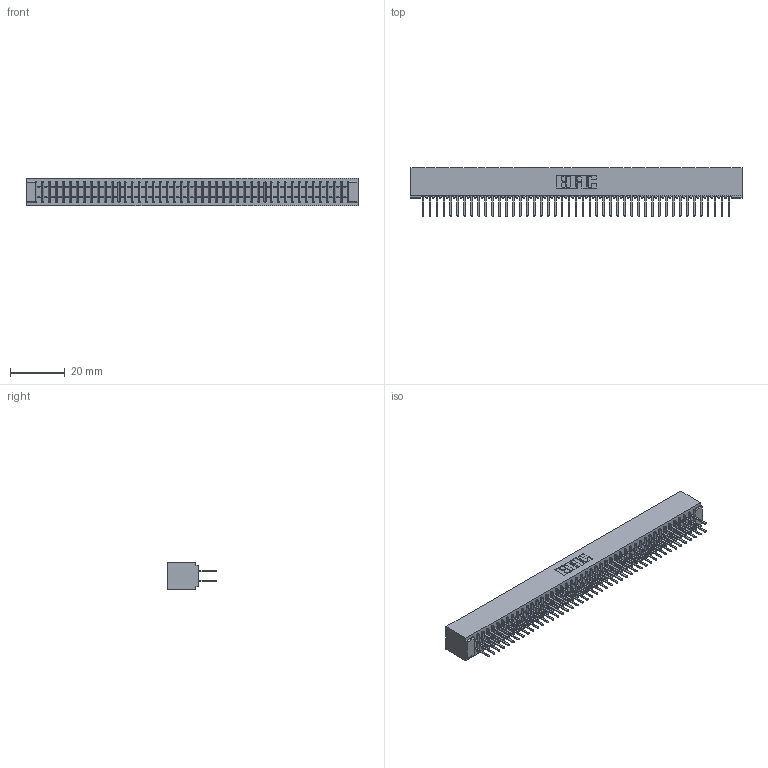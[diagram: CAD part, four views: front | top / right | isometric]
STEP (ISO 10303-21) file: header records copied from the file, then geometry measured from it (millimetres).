
FILE_DESCRIPTION (( 'STEP AP203' ), '1' );
FILE_NAME ('341-090-521-201.STEP', '2018-08-08T00:00:38', ( '' ), ( '' ), 'SwSTEP 2.0', 'SolidWorks 2016', '' );
FILE_SCHEMA (( 'CONFIG_CONTROL_DESIGN' ));
Length unit declared in the file: inch
Products named in the file (3): 341 Part_No Mounting Lugs; 341-292-001_341-292-121; 341-090-521-201
Assembly tree (91 placements, depth 2):
  341-090-521-201
    341 Part_No Mounting Lugs
    341-292-001_341-292-121  x90
Bounding box: 121.28 x 17.7 x 10.16 mm (x, y, z)
Volume: 9263 mm3; surface area: 17596.3 mm2
Topology: 91 solids, 91 shells, 6048 faces, 17527 edges, 11350 vertices
Faces by surface type: plane 3664, cylinder 2204, sphere 92, torus 88
Entity records: 53782 total; most frequent: CARTESIAN_POINT 8939, ORIENTED_EDGE 8882, DIRECTION 8671, EDGE_CURVE 4441, LINE 3595, VECTOR 3595, VERTEX_POINT 2806, AXIS2_PLACEMENT_3D 2538
